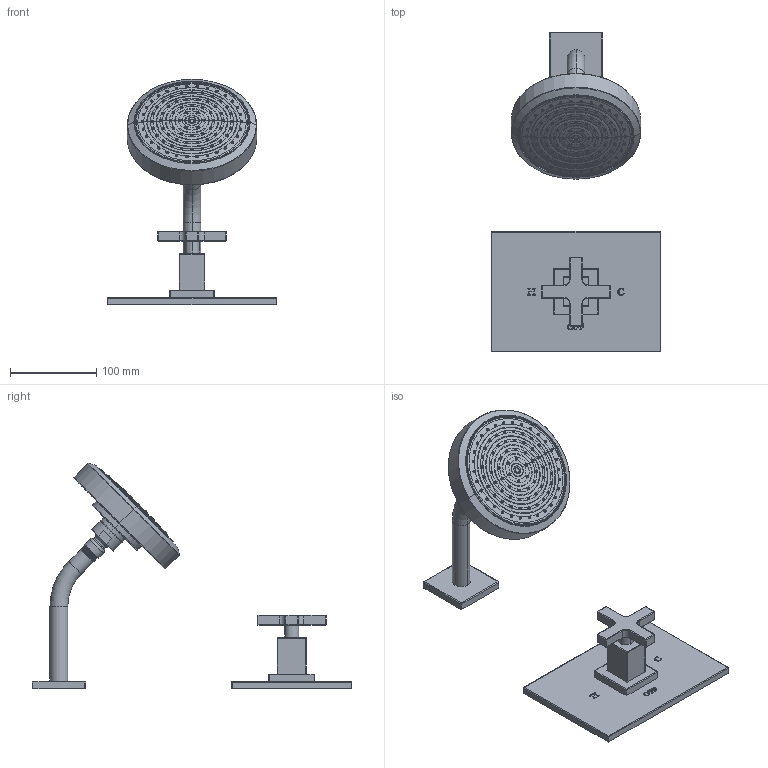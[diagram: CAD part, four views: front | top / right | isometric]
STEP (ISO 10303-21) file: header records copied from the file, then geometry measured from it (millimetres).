
FILE_DESCRIPTION((''),'2;1');
FILE_NAME('3-2064BP','2021-05-28T11:56:25',('jinson.thomas'),(''),'CREO PARAMETRIC BY PTC INC, 2018400','CREO PARAMETRIC BY PTC INC, 2018400','');
FILE_SCHEMA(('CONFIG_CONTROL_DESIGN'));
Length unit declared in the file: inch
Products named in the file (1): 3-2064BP
Bounding box: 196.85 x 370.89 x 261.25 mm (x, y, z)
Volume: 963906.7 mm3; surface area: 152015.1 mm2
Topology: 2 solids, 2 shells, 1216 faces, 3163 edges, 2090 vertices
Faces by surface type: cylinder 278, torus 242, cone 188, plane 181, extrusion 178, sphere 134, bspline 15
Entity records: 47739 total; most frequent: CARTESIAN_POINT 18841, ORIENTED_EDGE 6326, DIRECTION 5461, EDGE_CURVE 3163, AXIS2_PLACEMENT_3D 2130, VERTEX_POINT 2090, EDGE_LOOP 1355, FACE_OUTER_BOUND 1216
